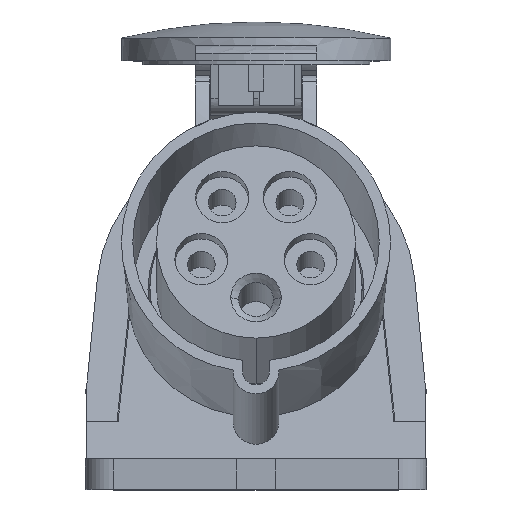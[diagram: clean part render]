
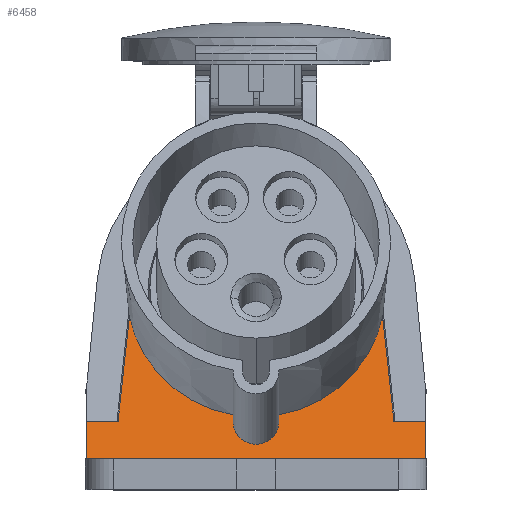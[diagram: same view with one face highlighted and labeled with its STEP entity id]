
A CAD part, top view. The second image highlights one B-rep face of the part: STEP entity #6458.
In plain terms, the highlighted planar face has unit normal (0, 0.259, 0.966).
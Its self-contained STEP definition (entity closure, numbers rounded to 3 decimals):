
#4316=DIRECTION('',(-1.,0.,0.));
#4317=VECTOR('',#4316,2.378);
#4318=CARTESIAN_POINT('',(-30.3,51.95,35.283));
#4319=LINE('',#4318,#4317);
#4324=DIRECTION('',(1.,0.,0.));
#4325=VECTOR('',#4324,8.377);
#4326=CARTESIAN_POINT('',(-44.75,18.,44.38));
#4327=LINE('',#4326,#4325);
#4328=DIRECTION('',(0.105,0.961,-0.257));
#4329=VECTOR('',#4328,35.341);
#4330=CARTESIAN_POINT('',(-36.373,18.,44.38));
#4331=LINE('',#4330,#4329);
#4332=CARTESIAN_POINT('',(0.,51.95,35.283));
#4333=DIRECTION('',(0.,0.259,0.966));
#4334=DIRECTION('',(-1.,0.,0.));
#4335=AXIS2_PLACEMENT_3D('',#4332,#4333,#4334);
#4337=CARTESIAN_POINT('',(0.,51.95,35.283));
#4338=DIRECTION('',(0.,0.259,0.966));
#4339=DIRECTION('',(-0.772,-0.614,0.165));
#4340=AXIS2_PLACEMENT_3D('',#4337,#4338,#4339);
#4342=CARTESIAN_POINT('',(0.,51.95,35.283));
#4343=DIRECTION('',(0.,0.259,0.966));
#4344=DIRECTION('',(-0.705,-0.685,0.184));
#4345=AXIS2_PLACEMENT_3D('',#4342,#4343,#4344);
#4347=CARTESIAN_POINT('',(0.,51.95,35.283));
#4348=DIRECTION('',(0.,0.259,0.966));
#4349=DIRECTION('',(0.944,-0.319,0.086));
#4350=AXIS2_PLACEMENT_3D('',#4347,#4348,#4349);
#4352=DIRECTION('',(0.105,-0.961,0.257));
#4353=VECTOR('',#4352,35.341);
#4354=CARTESIAN_POINT('',(32.678,51.95,35.283));
#4355=LINE('',#4354,#4353);
#4356=DIRECTION('',(1.,0.,0.));
#4357=VECTOR('',#4356,8.377);
#4358=CARTESIAN_POINT('',(36.373,18.,44.38));
#4359=LINE('',#4358,#4357);
#4360=DIRECTION('',(1.,0.,0.));
#4361=VECTOR('',#4360,89.5);
#4362=CARTESIAN_POINT('',(-44.75,8.,47.059));
#4363=LINE('',#4362,#4361);
#4578=DIRECTION('',(0.,0.966,-0.259));
#4579=VECTOR('',#4578,10.353);
#4580=CARTESIAN_POINT('',(44.75,8.,47.059));
#4581=LINE('',#4580,#4579);
#4706=DIRECTION('',(0.,-0.966,0.259));
#4707=VECTOR('',#4706,10.353);
#4708=CARTESIAN_POINT('',(-44.75,18.,44.38));
#4709=LINE('',#4708,#4707);
#4876=DIRECTION('',(-1.,0.,0.));
#4877=VECTOR('',#4876,1.541);
#4878=CARTESIAN_POINT('',(29.964,41.807,38.));
#4879=LINE('',#4878,#4877);
#4888=DIRECTION('',(-1.,0.,0.));
#4889=VECTOR('',#4888,2.012);
#4890=CARTESIAN_POINT('',(-21.35,31.182,40.847));
#4891=LINE('',#4890,#4889);
#4910=DIRECTION('',(0.,0.966,-0.259));
#4911=VECTOR('',#4910,2.366);
#4912=CARTESIAN_POINT('',(-24.5,32.443,40.509));
#4913=LINE('',#4912,#4911);
#4918=DIRECTION('',(-1.,0.,0.));
#4919=VECTOR('',#4918,0.928);
#4920=CARTESIAN_POINT('',(32.678,51.95,35.283));
#4921=LINE('',#4920,#4919);
#5517=CARTESIAN_POINT('',(44.75,18.,44.38));
#5518=VERTEX_POINT('',#5517);
#5519=CARTESIAN_POINT('',(36.373,18.,44.38));
#5520=VERTEX_POINT('',#5519);
#5586=CARTESIAN_POINT('',(-36.373,18.,44.38));
#5587=VERTEX_POINT('',#5586);
#5588=CARTESIAN_POINT('',(-44.75,18.,44.38));
#5589=VERTEX_POINT('',#5588);
#5618=CARTESIAN_POINT('',(-32.678,51.95,35.283));
#5620=VERTEX_POINT('',#5618);
#5626=CARTESIAN_POINT('',(-30.3,51.95,35.283));
#5627=VERTEX_POINT('',#5626);
#5628=CARTESIAN_POINT('',(-44.75,8.,47.059));
#5629=CARTESIAN_POINT('',(44.75,8.,47.059));
#5630=VERTEX_POINT('',#5628);
#5631=VERTEX_POINT('',#5629);
#5632=CARTESIAN_POINT('',(-24.5,34.729,39.897));
#5633=VERTEX_POINT('',#5632);
#5634=CARTESIAN_POINT('',(-24.5,32.443,40.509));
#5635=VERTEX_POINT('',#5634);
#5636=CARTESIAN_POINT('',(-23.363,31.182,40.847));
#5637=VERTEX_POINT('',#5636);
#5638=CARTESIAN_POINT('',(-21.35,31.182,40.847));
#5639=VERTEX_POINT('',#5638);
#5640=CARTESIAN_POINT('',(28.423,41.807,38.));
#5641=VERTEX_POINT('',#5640);
#5642=CARTESIAN_POINT('',(29.964,41.807,38.));
#5643=VERTEX_POINT('',#5642);
#5644=CARTESIAN_POINT('',(31.75,51.95,35.283));
#5645=VERTEX_POINT('',#5644);
#5646=CARTESIAN_POINT('',(32.678,51.95,35.283));
#5647=VERTEX_POINT('',#5646);
#6423=CARTESIAN_POINT('',(0.,12.301,45.907));
#6424=DIRECTION('',(0.,0.259,0.966));
#6425=DIRECTION('',(-1.,0.,0.));
#6426=AXIS2_PLACEMENT_3D('',#6423,#6424,#6425);
#6427=PLANE('',#6426);
#6429=ORIENTED_EDGE('',*,*,#6428,.F.);
#6431=ORIENTED_EDGE('',*,*,#6430,.F.);
#6432=ORIENTED_EDGE('',*,*,#6282,.T.);
#6433=ORIENTED_EDGE('',*,*,#6414,.T.);
#6434=ORIENTED_EDGE('',*,*,#6404,.F.);
#6436=ORIENTED_EDGE('',*,*,#6435,.T.);
#6438=ORIENTED_EDGE('',*,*,#6437,.F.);
#6440=ORIENTED_EDGE('',*,*,#6439,.T.);
#6442=ORIENTED_EDGE('',*,*,#6441,.F.);
#6444=ORIENTED_EDGE('',*,*,#6443,.T.);
#6446=ORIENTED_EDGE('',*,*,#6445,.F.);
#6448=ORIENTED_EDGE('',*,*,#6447,.T.);
#6450=ORIENTED_EDGE('',*,*,#6449,.F.);
#6452=ORIENTED_EDGE('',*,*,#6451,.T.);
#6453=ORIENTED_EDGE('',*,*,#6095,.T.);
#6455=ORIENTED_EDGE('',*,*,#6454,.F.);
#6456=EDGE_LOOP('',(#6429,#6431,#6432,#6433,#6434,#6436,#6438,#6440,#6442,#6444,
#6446,#6448,#6450,#6452,#6453,#6455));
#6457=FACE_OUTER_BOUND('',#6456,.F.);
#6458=ADVANCED_FACE('',(#6457),#6427,.T.);
#4336=CIRCLE('',#4335,30.3);
#4341=CIRCLE('',#4340,31.75);
#4346=CIRCLE('',#4345,30.3);
#4351=CIRCLE('',#4350,31.75);
#6095=EDGE_CURVE('',#5520,#5518,#4359,.T.);
#6282=EDGE_CURVE('',#5589,#5587,#4327,.T.);
#6404=EDGE_CURVE('',#5627,#5620,#4319,.T.);
#6414=EDGE_CURVE('',#5587,#5620,#4331,.T.);
#6428=EDGE_CURVE('',#5630,#5631,#4363,.T.);
#6430=EDGE_CURVE('',#5589,#5630,#4709,.T.);
#6435=EDGE_CURVE('',#5627,#5633,#4336,.T.);
#6437=EDGE_CURVE('',#5635,#5633,#4913,.T.);
#6439=EDGE_CURVE('',#5635,#5637,#4341,.T.);
#6441=EDGE_CURVE('',#5639,#5637,#4891,.T.);
#6443=EDGE_CURVE('',#5639,#5641,#4346,.T.);
#6445=EDGE_CURVE('',#5643,#5641,#4879,.T.);
#6447=EDGE_CURVE('',#5643,#5645,#4351,.T.);
#6449=EDGE_CURVE('',#5647,#5645,#4921,.T.);
#6451=EDGE_CURVE('',#5647,#5520,#4355,.T.);
#6454=EDGE_CURVE('',#5631,#5518,#4581,.T.);
